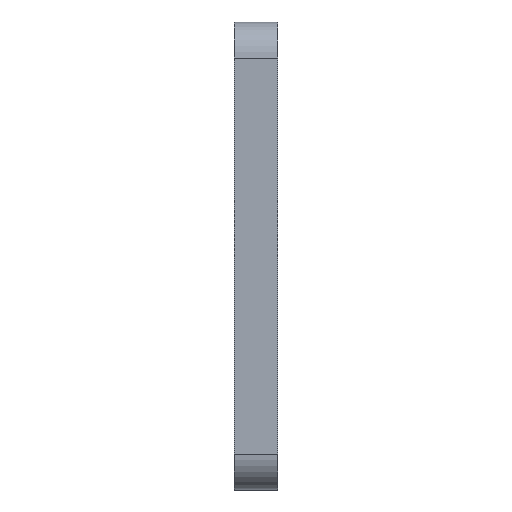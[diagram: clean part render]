
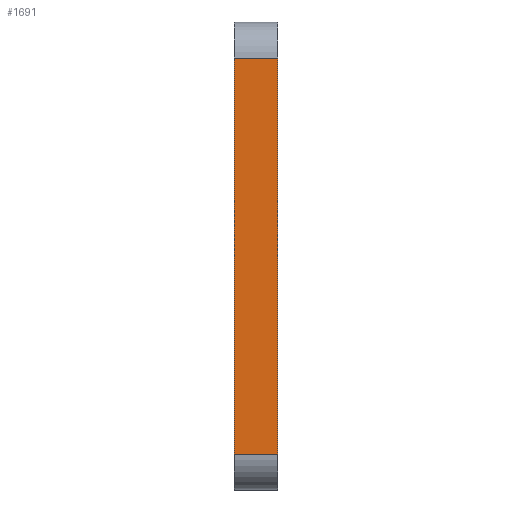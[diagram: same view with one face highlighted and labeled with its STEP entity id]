
A CAD part, left-side view. The second image highlights one B-rep face of the part: STEP entity #1691.
In plain terms, the highlighted planar face has unit normal (-1, 0, 0).
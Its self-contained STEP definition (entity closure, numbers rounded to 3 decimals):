
#16 = CARTESIAN_POINT ( 'NONE',  ( -32.5, 6., -27.5 ) ) ;
#25 = DIRECTION ( 'NONE',  ( 0., -1., 0. ) ) ;
#217 = LINE ( 'NONE', #16, #1381 ) ;
#223 = DIRECTION ( 'NONE',  ( 0., 0., 1. ) ) ;
#228 = CARTESIAN_POINT ( 'NONE',  ( -32.5, 6., -32.5 ) ) ;
#229 = LINE ( 'NONE', #228, #1289 ) ;
#245 = CARTESIAN_POINT ( 'NONE',  ( -32.5, 6., -32.5 ) ) ;
#248 = PLANE ( 'NONE',  #1282 ) ;
#335 = DIRECTION ( 'NONE',  ( 1., 0., 0. ) ) ;
#337 = DIRECTION ( 'NONE',  ( 0., 0., -1. ) ) ;
#557 = LINE ( 'NONE', #559, #1296 ) ;
#559 = CARTESIAN_POINT ( 'NONE',  ( -32.5, 0., -32.5 ) ) ;
#560 = DIRECTION ( 'NONE',  ( 0., 0., 1. ) ) ;
#563 = DIRECTION ( 'NONE',  ( 0., 1., 0. ) ) ;
#567 = LINE ( 'NONE', #569, #1293 ) ;
#569 = CARTESIAN_POINT ( 'NONE',  ( -32.5, 6., 27.5 ) ) ;
#709 = CARTESIAN_POINT ( 'NONE',  ( -32.5, 0., -27.5 ) ) ;
#735 = CARTESIAN_POINT ( 'NONE',  ( -32.5, 6., 27.5 ) ) ;
#736 = CARTESIAN_POINT ( 'NONE',  ( -32.5, 6., -27.5 ) ) ;
#744 = VERTEX_POINT ( 'NONE', #735 ) ;
#745 = VERTEX_POINT ( 'NONE', #736 ) ;
#746 = VERTEX_POINT ( 'NONE', #752 ) ;
#752 = CARTESIAN_POINT ( 'NONE',  ( -32.5, 0., 27.5 ) ) ;
#768 = VERTEX_POINT ( 'NONE', #709 ) ;
#828 = EDGE_LOOP ( 'NONE', ( #1047, #1090, #1045, #927 ) ) ;
#927 = ORIENTED_EDGE ( 'NONE', *, *, #1696, .T. ) ;
#1045 = ORIENTED_EDGE ( 'NONE', *, *, #1494, .F. ) ;
#1047 = ORIENTED_EDGE ( 'NONE', *, *, #1510, .T. ) ;
#1090 = ORIENTED_EDGE ( 'NONE', *, *, #1512, .T. ) ;
#1216 = FACE_OUTER_BOUND ( 'NONE', #828, .T. ) ;
#1282 = AXIS2_PLACEMENT_3D ( 'NONE', #245, #335, #337 ) ;
#1289 = VECTOR ( 'NONE', #223, 1000. ) ;
#1293 = VECTOR ( 'NONE', #563, 1000. ) ;
#1296 = VECTOR ( 'NONE', #560, 1000. ) ;
#1381 = VECTOR ( 'NONE', #25, 1000. ) ;
#1494 = EDGE_CURVE ( 'NONE', #745, #744, #229, .T. ) ;
#1510 = EDGE_CURVE ( 'NONE', #768, #746, #557, .T. ) ;
#1512 = EDGE_CURVE ( 'NONE', #746, #744, #567, .T. ) ;
#1691 = ADVANCED_FACE ( 'NONE', ( #1216 ), #248, .F. ) ;
#1696 = EDGE_CURVE ( 'NONE', #745, #768, #217, .T. ) ;
